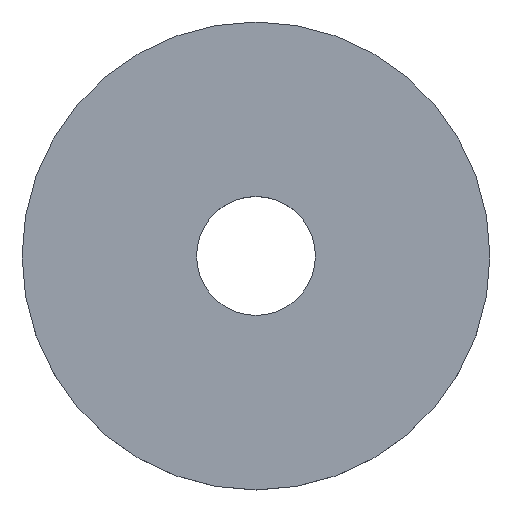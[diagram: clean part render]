
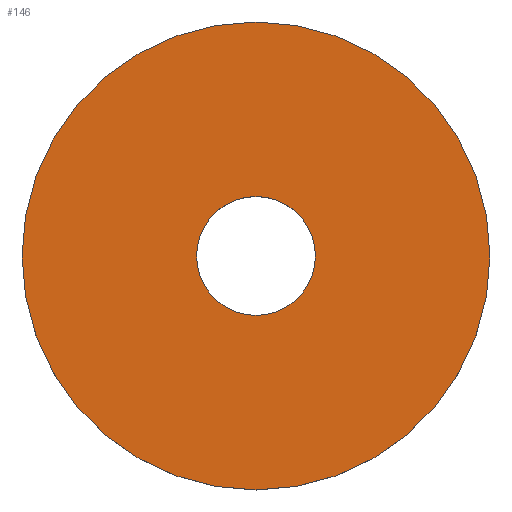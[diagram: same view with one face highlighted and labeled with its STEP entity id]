
A CAD part, top view. The second image highlights one B-rep face of the part: STEP entity #146.
In plain terms, the highlighted planar face has unit normal (0, 0, 1).
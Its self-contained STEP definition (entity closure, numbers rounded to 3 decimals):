
#4 = CIRCLE ( 'NONE', #20, 31.5 ) ;
#11 = AXIS2_PLACEMENT_3D ( 'NONE', #61, #75, #81 ) ;
#17 = DIRECTION ( 'NONE',  ( 0., 0., -1. ) ) ;
#18 = CARTESIAN_POINT ( 'NONE',  ( 0., 8., 5. ) ) ;
#20 = AXIS2_PLACEMENT_3D ( 'NONE', #133, #17, #35 ) ;
#35 = DIRECTION ( 'NONE',  ( 0., 1., 0. ) ) ;
#37 = AXIS2_PLACEMENT_3D ( 'NONE', #167, #105, #57 ) ;
#45 = VERTEX_POINT ( 'NONE', #18 ) ;
#57 = DIRECTION ( 'NONE',  ( 0., 1., 0. ) ) ;
#61 = CARTESIAN_POINT ( 'NONE',  ( 0., 8., 5. ) ) ;
#66 = EDGE_LOOP ( 'NONE', ( #131 ) ) ;
#74 = PLANE ( 'NONE',  #11 ) ;
#75 = DIRECTION ( 'NONE',  ( 0., 0., 1. ) ) ;
#81 = DIRECTION ( 'NONE',  ( 0., -1., 0. ) ) ;
#100 = EDGE_CURVE ( 'NONE', #109, #109, #4, .T. ) ;
#105 = DIRECTION ( 'NONE',  ( 0., 0., -1. ) ) ;
#106 = CIRCLE ( 'NONE', #37, 8. ) ;
#107 = FACE_OUTER_BOUND ( 'NONE', #118, .T. ) ;
#109 = VERTEX_POINT ( 'NONE', #119 ) ;
#112 = ORIENTED_EDGE ( 'NONE', *, *, #100, .F. ) ;
#118 = EDGE_LOOP ( 'NONE', ( #112 ) ) ;
#119 = CARTESIAN_POINT ( 'NONE',  ( 0., 31.5, 5. ) ) ;
#131 = ORIENTED_EDGE ( 'NONE', *, *, #152, .T. ) ;
#133 = CARTESIAN_POINT ( 'NONE',  ( 0., 0., 5. ) ) ;
#146 = ADVANCED_FACE ( 'NONE', ( #159, #107 ), #74, .T. ) ;
#152 = EDGE_CURVE ( 'NONE', #45, #45, #106, .T. ) ;
#159 = FACE_BOUND ( 'NONE', #66, .T. ) ;
#167 = CARTESIAN_POINT ( 'NONE',  ( 0., 0., 5. ) ) ;
